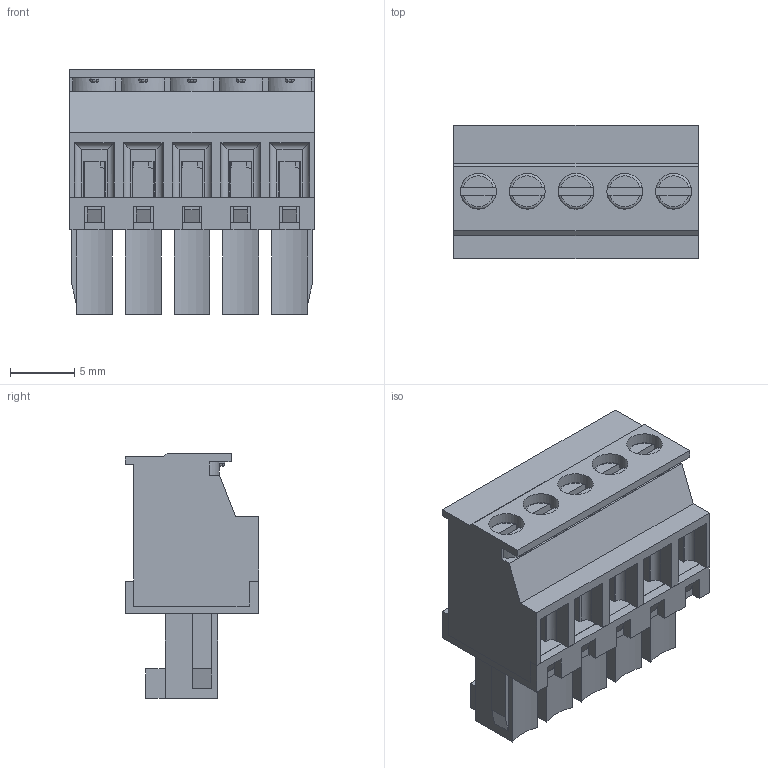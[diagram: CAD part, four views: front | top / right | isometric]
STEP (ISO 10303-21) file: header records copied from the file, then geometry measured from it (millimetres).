
FILE_DESCRIPTION( ( 'Unknown' ), '1' );
FILE_NAME( '691366310005.stp', 'Unknown', ( 'Quentin LAIDEBEUR' ), ( 'WE' ), 'PSStep 15.0.49', 'Sample-box', ' ' );
FILE_SCHEMA( ( 'AUTOMOTIVE_DESIGN { 1 0 10303 214 1 1 1 1 }' ) );
Length unit declared in the file: millimetre
Products named in the file (6): Assem1; 691361300005; 6913663100xx_VISSE; 6913663100xx_CAGE; 6913663100xx; 691361300005_CAPOT
Assembly tree (17 placements, depth 2):
  Assem1
    691361300005
    6913663100xx_VISSE  x5
    6913663100xx_CAGE  x5
    6913663100xx  x5
    691361300005_CAPOT
Bounding box: 19.05 x 10.4 x 19.1 mm (x, y, z)
Volume: 1629.8 mm3; surface area: 5410.1 mm2
Topology: 17 solids, 17 shells, 1071 faces, 2936 edges, 1889 vertices
Faces by surface type: plane 806, cylinder 230, torus 15, sphere 10, cone 10
Full cylindrical faces by diameter (mm): 1.2 x5, 1.75 x5, 1.9 x10, 2.8 x10
Entity records: 26150 total; most frequent: CARTESIAN_POINT 3819, ORIENTED_EDGE 3588, DIRECTION 3322, EDGE_CURVE 1794, LINE 1572, VECTOR 1572, VERTEX_POINT 1170, AXIS2_PLACEMENT_3D 875
